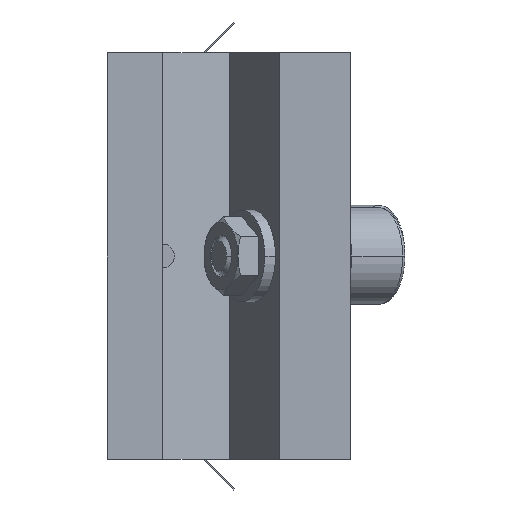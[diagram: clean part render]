
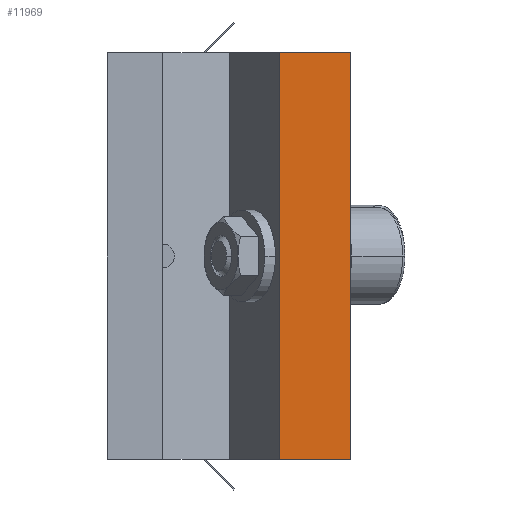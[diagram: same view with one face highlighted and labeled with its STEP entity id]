
A CAD part, left-side view. The second image highlights one B-rep face of the part: STEP entity #11969.
In plain terms, the highlighted planar face has unit normal (-1, 0, 0).
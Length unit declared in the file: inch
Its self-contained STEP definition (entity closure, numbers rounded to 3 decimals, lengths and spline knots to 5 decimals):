
#267 = VECTOR ( 'NONE', #5872, 39.37008 ) ;
#436 = CARTESIAN_POINT ( 'NONE',  ( -1.375, -0.393, -1.3125 ) ) ;
#1340 = ORIENTED_EDGE ( 'NONE', *, *, #4268, .F. ) ;
#2536 = VECTOR ( 'NONE', #14650, 39.37008 ) ;
#3269 = LINE ( 'NONE', #4590, #15674 ) ;
#3784 = ORIENTED_EDGE ( 'NONE', *, *, #13951, .T. ) ;
#4268 = EDGE_CURVE ( 'NONE', #10097, #14286, #12308, .T. ) ;
#4588 = CARTESIAN_POINT ( 'NONE',  ( -1.375, 0.06417, 1.3125 ) ) ;
#4590 = CARTESIAN_POINT ( 'NONE',  ( -1.375, 0.06417, -1.3125 ) ) ;
#5174 = EDGE_CURVE ( 'NONE', #8837, #10669, #3269, .T. ) ;
#5588 = EDGE_CURVE ( 'NONE', #8837, #10097, #5611, .T. ) ;
#5598 = FACE_OUTER_BOUND ( 'NONE', #11551, .T. ) ;
#5611 = LINE ( 'NONE', #9617, #16276 ) ;
#5872 = DIRECTION ( 'NONE',  ( 0., 0., 1. ) ) ;
#6614 = DIRECTION ( 'NONE',  ( 0., 0., 1. ) ) ;
#6699 = CARTESIAN_POINT ( 'NONE',  ( -1.375, 0.06417, -1.3125 ) ) ;
#7900 = CARTESIAN_POINT ( 'NONE',  ( -1.375, -0.393, 1.3125 ) ) ;
#8349 = LINE ( 'NONE', #13499, #267 ) ;
#8837 = VERTEX_POINT ( 'NONE', #16664 ) ;
#9336 = PLANE ( 'NONE',  #11177 ) ;
#9617 = CARTESIAN_POINT ( 'NONE',  ( -1.375, 0.06417, -1.3125 ) ) ;
#10097 = VERTEX_POINT ( 'NONE', #15644 ) ;
#10669 = VERTEX_POINT ( 'NONE', #436 ) ;
#10810 = DIRECTION ( 'NONE',  ( 0., 0., 1. ) ) ;
#10967 = DIRECTION ( 'NONE',  ( 0., -1., 0. ) ) ;
#11177 = AXIS2_PLACEMENT_3D ( 'NONE', #6699, #11897, #6614 ) ;
#11551 = EDGE_LOOP ( 'NONE', ( #1340, #12686, #14524, #3784 ) ) ;
#11897 = DIRECTION ( 'NONE',  ( -1., 0., 0. ) ) ;
#11969 = ADVANCED_FACE ( 'NONE', ( #5598 ), #9336, .T. ) ;
#12308 = LINE ( 'NONE', #4588, #2536 ) ;
#12686 = ORIENTED_EDGE ( 'NONE', *, *, #5588, .F. ) ;
#13499 = CARTESIAN_POINT ( 'NONE',  ( -1.375, -0.393, -1.3125 ) ) ;
#13951 = EDGE_CURVE ( 'NONE', #10669, #14286, #8349, .T. ) ;
#14286 = VERTEX_POINT ( 'NONE', #7900 ) ;
#14524 = ORIENTED_EDGE ( 'NONE', *, *, #5174, .T. ) ;
#14650 = DIRECTION ( 'NONE',  ( 0., -1., 0. ) ) ;
#15644 = CARTESIAN_POINT ( 'NONE',  ( -1.375, 0.06417, 1.3125 ) ) ;
#15674 = VECTOR ( 'NONE', #10967, 39.37008 ) ;
#16276 = VECTOR ( 'NONE', #10810, 39.37008 ) ;
#16664 = CARTESIAN_POINT ( 'NONE',  ( -1.375, 0.06417, -1.3125 ) ) ;
